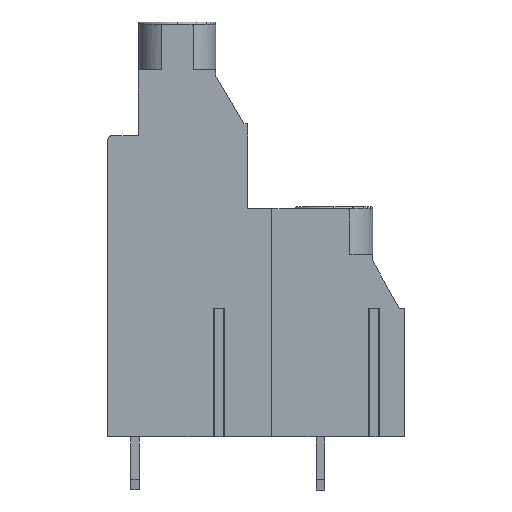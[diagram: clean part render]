
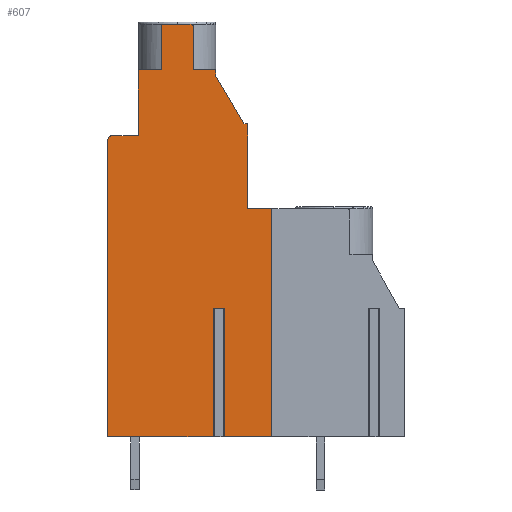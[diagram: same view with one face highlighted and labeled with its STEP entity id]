
A CAD part, left-side view. The second image highlights one B-rep face of the part: STEP entity #607.
In plain terms, the highlighted planar face has unit normal (-1, 0, 0).
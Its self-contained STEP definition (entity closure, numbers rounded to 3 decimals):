
#466=AXIS2_PLACEMENT_3D('Plane Axis2P3D',#463,#464,#465) ;
#533=AXIS2_PLACEMENT_3D('Circle Axis2P3D',#531,#532,$) ;
#547=AXIS2_PLACEMENT_3D('Circle Axis2P3D',#545,#546,$) ;
#566=AXIS2_PLACEMENT_3D('Circle Axis2P3D',#564,#565,$) ;
#320=CARTESIAN_POINT('Vertex',(0.6,17.25,17.1)) ;
#323=CARTESIAN_POINT('Line Origine',(0.6,17.5,17.1)) ;
#327=CARTESIAN_POINT('Vertex',(0.6,17.75,17.1)) ;
#353=CARTESIAN_POINT('Vertex',(0.6,17.25,5.)) ;
#356=CARTESIAN_POINT('Line Origine',(0.6,17.25,11.05)) ;
#373=CARTESIAN_POINT('Line Origine',(0.6,17.75,11.05)) ;
#377=CARTESIAN_POINT('Vertex',(0.6,17.75,5.)) ;
#401=CARTESIAN_POINT('Vertex',(0.6,22.925,39.6)) ;
#406=CARTESIAN_POINT('Line Origine',(0.6,22.925,41.65)) ;
#410=CARTESIAN_POINT('Vertex',(0.6,22.925,43.7)) ;
#441=CARTESIAN_POINT('Vertex',(0.6,25.075,39.6)) ;
#446=CARTESIAN_POINT('Line Origine',(0.6,24.,39.6)) ;
#463=CARTESIAN_POINT('Axis2P3D Location',(0.6,0.,0.)) ;
#468=CARTESIAN_POINT('Line Origine',(0.6,14.875,5.)) ;
#472=CARTESIAN_POINT('Vertex',(0.6,12.5,5.)) ;
#475=CARTESIAN_POINT('Line Origine',(0.6,12.5,15.75)) ;
#479=CARTESIAN_POINT('Vertex',(0.6,12.5,26.5)) ;
#482=CARTESIAN_POINT('Line Origine',(0.6,13.638,26.5)) ;
#486=CARTESIAN_POINT('Vertex',(0.6,14.775,26.5)) ;
#489=CARTESIAN_POINT('Line Origine',(0.6,14.775,30.5)) ;
#493=CARTESIAN_POINT('Vertex',(0.6,14.775,34.5)) ;
#496=CARTESIAN_POINT('Line Origine',(0.6,14.956,34.5)) ;
#500=CARTESIAN_POINT('Vertex',(0.6,15.137,34.5)) ;
#503=CARTESIAN_POINT('Line Origine',(0.6,16.456,36.75)) ;
#507=CARTESIAN_POINT('Vertex',(0.6,17.775,39.)) ;
#510=CARTESIAN_POINT('Line Origine',(0.6,17.775,39.3)) ;
#514=CARTESIAN_POINT('Vertex',(0.6,17.775,39.6)) ;
#517=CARTESIAN_POINT('Line Origine',(0.6,18.85,39.6)) ;
#521=CARTESIAN_POINT('Vertex',(0.6,19.925,39.6)) ;
#524=CARTESIAN_POINT('Line Origine',(0.6,19.925,41.65)) ;
#528=CARTESIAN_POINT('Vertex',(0.6,19.925,43.7)) ;
#531=CARTESIAN_POINT('Axis2P3D Location',(0.6,20.125,43.7)) ;
#535=CARTESIAN_POINT('Vertex',(0.6,20.125,43.9)) ;
#538=CARTESIAN_POINT('Line Origine',(0.6,21.425,43.9)) ;
#542=CARTESIAN_POINT('Vertex',(0.6,22.725,43.9)) ;
#545=CARTESIAN_POINT('Axis2P3D Location',(0.6,22.725,43.7)) ;
#550=CARTESIAN_POINT('Line Origine',(0.6,25.075,36.5)) ;
#554=CARTESIAN_POINT('Vertex',(0.6,25.075,33.4)) ;
#557=CARTESIAN_POINT('Line Origine',(0.6,26.287,33.4)) ;
#561=CARTESIAN_POINT('Vertex',(0.6,27.5,33.4)) ;
#564=CARTESIAN_POINT('Axis2P3D Location',(0.6,27.5,32.9)) ;
#568=CARTESIAN_POINT('Vertex',(0.6,28.,32.9)) ;
#571=CARTESIAN_POINT('Line Origine',(0.6,28.,18.95)) ;
#575=CARTESIAN_POINT('Vertex',(0.6,28.,5.)) ;
#578=CARTESIAN_POINT('Line Origine',(0.6,22.875,5.)) ;
#324=DIRECTION('Vector Direction',(0.,-1.,0.)) ;
#357=DIRECTION('Vector Direction',(0.,0.,1.)) ;
#374=DIRECTION('Vector Direction',(0.,0.,1.)) ;
#407=DIRECTION('Vector Direction',(0.,0.,1.)) ;
#447=DIRECTION('Vector Direction',(0.,-1.,0.)) ;
#464=DIRECTION('Axis2P3D Direction',(-1.,0.,0.)) ;
#465=DIRECTION('Axis2P3D XDirection',(0.,0.,1.)) ;
#469=DIRECTION('Vector Direction',(0.,1.,0.)) ;
#476=DIRECTION('Vector Direction',(0.,0.,-1.)) ;
#483=DIRECTION('Vector Direction',(0.,-1.,0.)) ;
#490=DIRECTION('Vector Direction',(0.,0.,-1.)) ;
#497=DIRECTION('Vector Direction',(0.,-1.,0.)) ;
#504=DIRECTION('Vector Direction',(0.,-0.506,-0.863)) ;
#511=DIRECTION('Vector Direction',(0.,0.,-1.)) ;
#518=DIRECTION('Vector Direction',(0.,-1.,0.)) ;
#525=DIRECTION('Vector Direction',(0.,0.,-1.)) ;
#532=DIRECTION('Axis2P3D Direction',(-1.,0.,0.)) ;
#539=DIRECTION('Vector Direction',(0.,-1.,0.)) ;
#546=DIRECTION('Axis2P3D Direction',(-1.,0.,0.)) ;
#551=DIRECTION('Vector Direction',(0.,0.,1.)) ;
#558=DIRECTION('Vector Direction',(0.,-1.,0.)) ;
#565=DIRECTION('Axis2P3D Direction',(-1.,0.,0.)) ;
#572=DIRECTION('Vector Direction',(0.,0.,1.)) ;
#579=DIRECTION('Vector Direction',(0.,1.,0.)) ;
#325=VECTOR('Line Direction',#324,1.) ;
#358=VECTOR('Line Direction',#357,1.) ;
#375=VECTOR('Line Direction',#374,1.) ;
#408=VECTOR('Line Direction',#407,1.) ;
#448=VECTOR('Line Direction',#447,1.) ;
#470=VECTOR('Line Direction',#469,1.) ;
#477=VECTOR('Line Direction',#476,1.) ;
#484=VECTOR('Line Direction',#483,1.) ;
#491=VECTOR('Line Direction',#490,1.) ;
#498=VECTOR('Line Direction',#497,1.) ;
#505=VECTOR('Line Direction',#504,1.) ;
#512=VECTOR('Line Direction',#511,1.) ;
#519=VECTOR('Line Direction',#518,1.) ;
#526=VECTOR('Line Direction',#525,1.) ;
#540=VECTOR('Line Direction',#539,1.) ;
#552=VECTOR('Line Direction',#551,1.) ;
#559=VECTOR('Line Direction',#558,1.) ;
#573=VECTOR('Line Direction',#572,1.) ;
#580=VECTOR('Line Direction',#579,1.) ;
#584=ORIENTED_EDGE('',*,*,#474,.T.) ;
#585=ORIENTED_EDGE('',*,*,#481,.F.) ;
#586=ORIENTED_EDGE('',*,*,#488,.T.) ;
#587=ORIENTED_EDGE('',*,*,#495,.T.) ;
#588=ORIENTED_EDGE('',*,*,#502,.T.) ;
#589=ORIENTED_EDGE('',*,*,#509,.T.) ;
#590=ORIENTED_EDGE('',*,*,#516,.T.) ;
#591=ORIENTED_EDGE('',*,*,#523,.T.) ;
#592=ORIENTED_EDGE('',*,*,#530,.T.) ;
#593=ORIENTED_EDGE('',*,*,#537,.T.) ;
#594=ORIENTED_EDGE('',*,*,#544,.T.) ;
#595=ORIENTED_EDGE('',*,*,#549,.T.) ;
#596=ORIENTED_EDGE('',*,*,#412,.T.) ;
#597=ORIENTED_EDGE('',*,*,#450,.T.) ;
#598=ORIENTED_EDGE('',*,*,#556,.T.) ;
#599=ORIENTED_EDGE('',*,*,#563,.T.) ;
#600=ORIENTED_EDGE('',*,*,#570,.T.) ;
#601=ORIENTED_EDGE('',*,*,#577,.T.) ;
#602=ORIENTED_EDGE('',*,*,#582,.T.) ;
#603=ORIENTED_EDGE('',*,*,#379,.T.) ;
#604=ORIENTED_EDGE('',*,*,#329,.T.) ;
#605=ORIENTED_EDGE('',*,*,#360,.F.) ;
#607=ADVANCED_FACE('HOUSING',(#606),#467,.T.) ;
#534=CIRCLE('generated circle',#533,0.2) ;
#548=CIRCLE('generated circle',#547,0.2) ;
#567=CIRCLE('generated circle',#566,0.5) ;
#329=EDGE_CURVE('',#328,#321,#326,.T.) ;
#360=EDGE_CURVE('',#354,#321,#359,.T.) ;
#379=EDGE_CURVE('',#378,#328,#376,.T.) ;
#412=EDGE_CURVE('',#411,#402,#409,.F.) ;
#450=EDGE_CURVE('',#402,#442,#449,.F.) ;
#474=EDGE_CURVE('',#354,#473,#471,.F.) ;
#481=EDGE_CURVE('',#480,#473,#478,.T.) ;
#488=EDGE_CURVE('',#480,#487,#485,.F.) ;
#495=EDGE_CURVE('',#487,#494,#492,.F.) ;
#502=EDGE_CURVE('',#494,#501,#499,.F.) ;
#509=EDGE_CURVE('',#501,#508,#506,.F.) ;
#516=EDGE_CURVE('',#508,#515,#513,.F.) ;
#523=EDGE_CURVE('',#515,#522,#520,.F.) ;
#530=EDGE_CURVE('',#522,#529,#527,.F.) ;
#537=EDGE_CURVE('',#529,#536,#534,.T.) ;
#544=EDGE_CURVE('',#536,#543,#541,.F.) ;
#549=EDGE_CURVE('',#543,#411,#548,.T.) ;
#556=EDGE_CURVE('',#442,#555,#553,.F.) ;
#563=EDGE_CURVE('',#555,#562,#560,.F.) ;
#570=EDGE_CURVE('',#562,#569,#567,.T.) ;
#577=EDGE_CURVE('',#569,#576,#574,.F.) ;
#582=EDGE_CURVE('',#576,#378,#581,.F.) ;
#583=EDGE_LOOP('',(#584,#585,#586,#587,#588,#589,#590,#591,#592,#593,#594,#595,#596,#597,#598,#599,#600,#601,#602,#603,#604,#605)) ;
#606=FACE_OUTER_BOUND('',#583,.T.) ;
#326=LINE('Line',#323,#325) ;
#359=LINE('Line',#356,#358) ;
#376=LINE('Line',#373,#375) ;
#409=LINE('Line',#406,#408) ;
#449=LINE('Line',#446,#448) ;
#471=LINE('Line',#468,#470) ;
#478=LINE('Line',#475,#477) ;
#485=LINE('Line',#482,#484) ;
#492=LINE('Line',#489,#491) ;
#499=LINE('Line',#496,#498) ;
#506=LINE('Line',#503,#505) ;
#513=LINE('Line',#510,#512) ;
#520=LINE('Line',#517,#519) ;
#527=LINE('Line',#524,#526) ;
#541=LINE('Line',#538,#540) ;
#553=LINE('Line',#550,#552) ;
#560=LINE('Line',#557,#559) ;
#574=LINE('Line',#571,#573) ;
#581=LINE('Line',#578,#580) ;
#467=PLANE('',#466) ;
#321=VERTEX_POINT('',#320) ;
#328=VERTEX_POINT('',#327) ;
#354=VERTEX_POINT('',#353) ;
#378=VERTEX_POINT('',#377) ;
#402=VERTEX_POINT('',#401) ;
#411=VERTEX_POINT('',#410) ;
#442=VERTEX_POINT('',#441) ;
#473=VERTEX_POINT('',#472) ;
#480=VERTEX_POINT('',#479) ;
#487=VERTEX_POINT('',#486) ;
#494=VERTEX_POINT('',#493) ;
#501=VERTEX_POINT('',#500) ;
#508=VERTEX_POINT('',#507) ;
#515=VERTEX_POINT('',#514) ;
#522=VERTEX_POINT('',#521) ;
#529=VERTEX_POINT('',#528) ;
#536=VERTEX_POINT('',#535) ;
#543=VERTEX_POINT('',#542) ;
#555=VERTEX_POINT('',#554) ;
#562=VERTEX_POINT('',#561) ;
#569=VERTEX_POINT('',#568) ;
#576=VERTEX_POINT('',#575) ;
